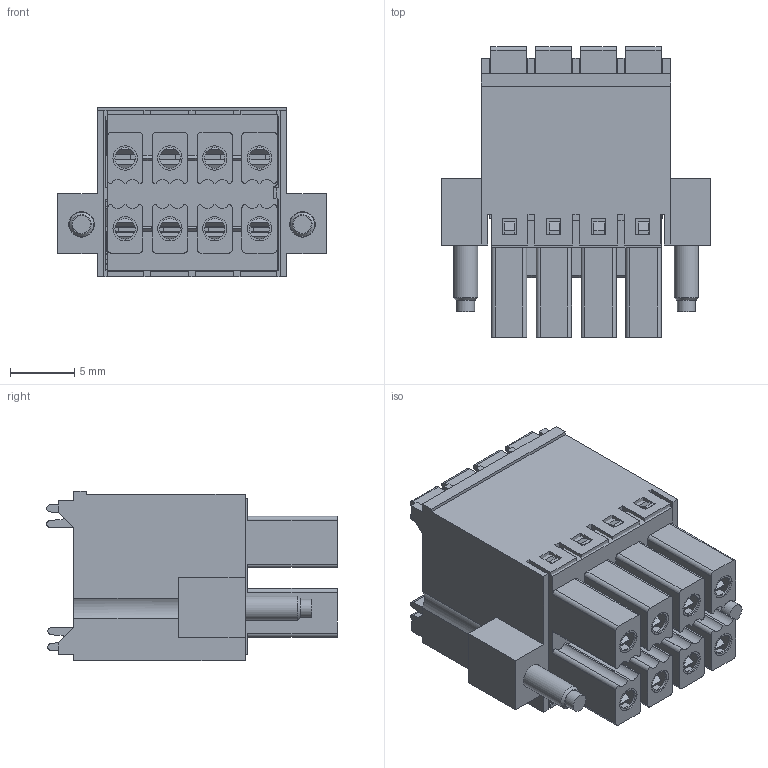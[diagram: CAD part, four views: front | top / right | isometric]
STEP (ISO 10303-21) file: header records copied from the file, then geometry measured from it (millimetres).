
FILE_DESCRIPTION(/* description */ ('Unknown'),/* implementation_level */ '2;1');
FILE_NAME(/* name */ '69137913008',/* time_stamp */ '2024-12-02T14:04:47+01:00',/* author */ ('Unknown'),/* organization */ ('Unknown'),/* preprocessor_version */ 'ST-DEVELOPER v19.4',/* originating_system */ 'Solid Edge',/* authorisation */ 'Unknown');
FILE_SCHEMA (('AP242_MANAGED_MODEL_BASED_3D_ENGINEERING_MIM_LF { 1 0 10303 442 3 1 4 }','AUTOMOTIVE_DESIGN {1 0 10303 214 3 1 1}'));
Length unit declared in the file: millimetre
Products named in the file (8): 6913791300xx; 691379130008; 691379130008-2; 6913791300xx_Terminal Lever; 6913791300xx_Contact; 6913791300xx_Contact part 1; 6913791300xx_Contact part 2; 6913791300xx_Vis-Flange
Assembly tree (22 placements, depth 3):
  6913791300xx
    691379130008
    691379130008-2
    6913791300xx_Terminal Lever  x8
    6913791300xx_Contact  x8
      6913791300xx_Contact part 1
      6913791300xx_Contact part 2
    6913791300xx_Vis-Flange  x2
Bounding box: 21 x 22.7 x 13.25 mm (x, y, z)
Volume: 2093.5 mm3; surface area: 7886.2 mm2
Topology: 28 solids, 28 shells, 1935 faces, 5475 edges, 3602 vertices
Faces by surface type: plane 1356, cylinder 531, bspline 40, torus 6, cone 2
Full cylindrical faces by diameter (mm): 1.4 x2, 1.6 x8, 1.9 x10, 2 x2, 2.8 x2, 2.9 x2, 3 x8
Entity records: 26889 total; most frequent: CARTESIAN_POINT 5171, ORIENTED_EDGE 4556, DIRECTION 4205, EDGE_CURVE 2278, LINE 1927, VECTOR 1927, VERTEX_POINT 1513, AXIS2_PLACEMENT_3D 1139
